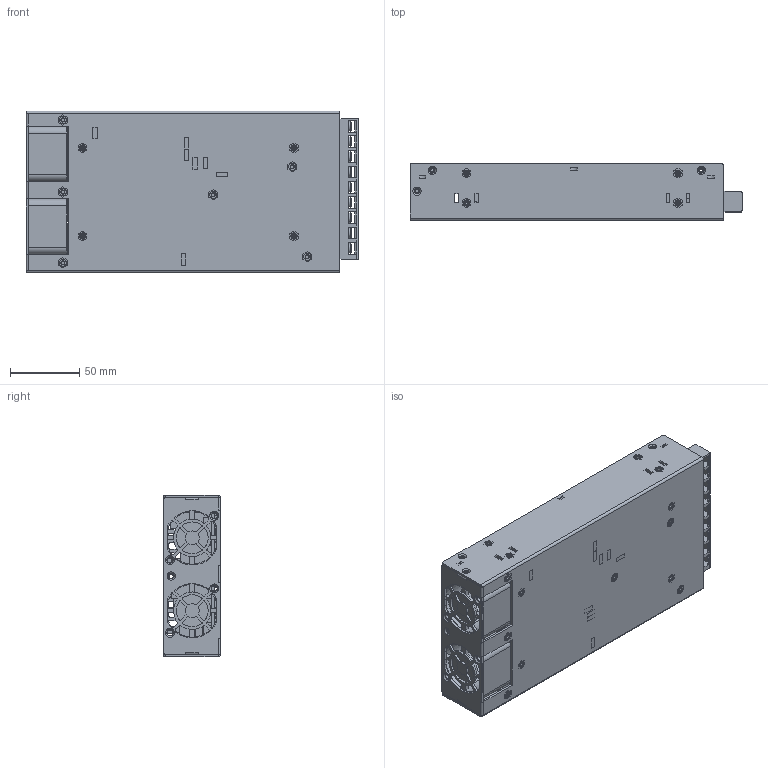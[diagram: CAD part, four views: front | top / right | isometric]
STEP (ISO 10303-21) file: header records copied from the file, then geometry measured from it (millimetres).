
FILE_DESCRIPTION((''),'2;1');
FILE_NAME('SPPC_24800_1FC_ASM','2018-03-07T',('huangxiaodong'),(''),'PRO/ENGINEER BY PARAMETRIC TECHNOLOGY CORPORATION, 2010480','PRO/ENGINEER BY PARAMETRIC TECHNOLOGY CORPORATION, 2010480','');
FILE_SCHEMA(('AUTOMOTIVE_DESIGN_CC2 { 1 2 10303 214 -1 1 5 2 }'));
Products named in the file (105): 130100060627; 130102006945; 130102001632; 130100060627_ASM; 130100060727; S-M3-1-ZC; 130100060727_ASM; SPPC_24800_1FC_CHASSIS_ASM; SPPC_24800_1FC-REV1_5; CON-11-9PAAAA; PADS_3_5; SMD-1206-N; DB-D15XB60-2009AA; CX-105MKP62-P22_5-2009; TO-220AC_3IR; CL-P5-2009AA; TO-247AC_2_7IR; SMD-0805-N; T-PQ-32-12P-30_5-5_08AAA; EEL-16AABAAAAAAAA; EEL-16AABAAAAAABAAAAAA; TO-247AD_3IX; C-12_5_5; CON-2504-10AAB; DB-GBL205_GBL206L_-2009AAAA; HS-101X11_5X92_5ABAAA; CX-474MKP62-P15-2009; SW-SRUDH-SS-12DM1; SMD-SS12-SS115; SMD-23; CL-103K630V-P10-2009AAA; L-EMI-UU9_8-2009A; TO-220ABI_2_7FAB; TO-220ABI_2_7FAC; TO-220ABI_2_7FAA; TO-220ABI_2_7FAD; CL-5C; CL-5B; J-0_8X10A; CON-2504-10AA ...
Assembly tree (299 placements, depth 4):
  SPPC_24800_1FC_ASM
    SPPC_24800_1FC_CHASSIS_ASM
      130100060627_ASM
        130100060627
        130102006945  x12
        130102001632  x6
      130100060727_ASM
        130100060727
        S-M3-1-ZC
    SPPC_24800_1FC-REV1_5_ASM
      SPPC_24800_1FC-REV1_5
      CON-11-9PAAAA
      PADS_3_5
      SMD-1206-N  x82
      DB-D15XB60-2009AA
      CX-105MKP62-P22_5-2009
      TO-220AC_3IR
      CL-P5-2009AA
      TO-247AC_2_7IR  x2
      SMD-0805-N  x18
      T-PQ-32-12P-30_5-5_08AAA
      EEL-16AABAAAAAAAA
      EEL-16AABAAAAAABAAAAAA
      TO-247AD_3IX  x2
      C-12_5_5
      CON-2504-10AAB
      DB-GBL205_GBL206L_-2009AAAA
      HS-101X11_5X92_5ABAAA
      CX-474MKP62-P15-2009  x2
      SW-SRUDH-SS-12DM1
      SMD-SS12-SS115  x7
      SMD-23  x7
      CL-103K630V-P10-2009AAA
      L-EMI-UU9_8-2009A
      TO-220ABI_2_7FAB
      TO-220ABI_2_7FAC
      TO-220ABI_2_7FAA
      TO-220ABI_2_7FAD
      CL-5C
      CL-5B
      J-0_8X10A  x5
      CON-2504-10AA
      L-25X8-BBA
      TO-220ABI_2_7FAE
      CL-5A
      DO-201AD-6-2009
      MARK  x7
      R-2W20
      CJ1307001AAA
      CJ1307001
      PAD-D1-2A  x22
      FG
      L-30X15AAA
      PAD-D1-2CA  x17
      PAD-D1-2BA
      PAD-D1-2CB
      CY-Y1
      PAD-3_5
      C-4LAAAA
      PAD42BAAAACAA
Bounding box: 239.35 x 41 x 116.5 mm (x, y, z)
Volume: 503920.1 mm3; surface area: 341600.1 mm2
Topology: 295 solids, 315 shells, 3718 faces, 9006 edges, 5900 vertices
Faces by surface type: plane 2988, cylinder 618, cone 94, torus 18
Entity records: 88541 total; most frequent: DIRECTION 12845, CARTESIAN_POINT 12646, ORIENTED_EDGE 11706, EDGE_CURVE 5865, VECTOR 4789, LINE 4789, PRESENTATION_STYLE_ASSIGNMENT 4582, STYLED_ITEM 4511
